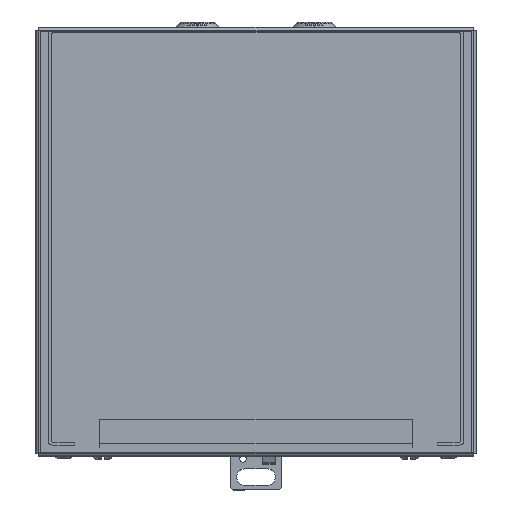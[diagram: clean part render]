
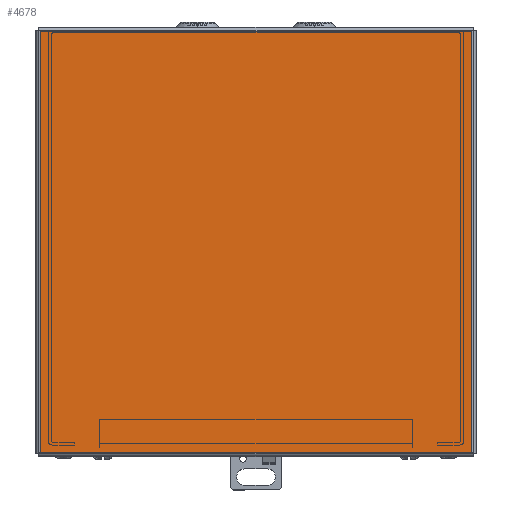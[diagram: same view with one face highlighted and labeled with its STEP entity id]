
A CAD part, top view. The second image highlights one B-rep face of the part: STEP entity #4678.
In plain terms, the highlighted planar face has unit normal (0, 0, 1).
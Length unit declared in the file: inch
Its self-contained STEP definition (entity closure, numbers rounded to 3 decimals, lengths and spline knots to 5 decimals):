
#1835 = AXIS2_PLACEMENT_3D ( 'NONE', #12978, #12834, #1966 ) ;
#1966 = DIRECTION ( 'NONE',  ( -1., 0., 0. ) ) ;
#2083 = VERTEX_POINT ( 'NONE', #10019 ) ;
#2686 = CARTESIAN_POINT ( 'NONE',  ( -4.1585, -0.029, 12.0285 ) ) ;
#2861 = VECTOR ( 'NONE', #12778, 39.37008 ) ;
#3492 = ORIENTED_EDGE ( 'NONE', *, *, #5566, .F. ) ;
#4097 = LINE ( 'NONE', #13984, #6050 ) ;
#4678 = ADVANCED_FACE ( 'NONE', ( #14098 ), #14015, .T. ) ;
#4917 = ORIENTED_EDGE ( 'NONE', *, *, #10588, .F. ) ;
#5029 = VERTEX_POINT ( 'NONE', #5386 ) ;
#5386 = CARTESIAN_POINT ( 'NONE',  ( 4.1585, -8.135, 12.0285 ) ) ;
#5566 = EDGE_CURVE ( 'NONE', #11144, #13528, #9031, .T. ) ;
#6050 = VECTOR ( 'NONE', #11601, 39.37008 ) ;
#6992 = CARTESIAN_POINT ( 'NONE',  ( 4.1585, -0.029, 12.0285 ) ) ;
#7405 = DIRECTION ( 'NONE',  ( -1., 0., 0. ) ) ;
#9031 = LINE ( 'NONE', #9170, #2861 ) ;
#9170 = CARTESIAN_POINT ( 'NONE',  ( -4.1585, -0.029, 12.0285 ) ) ;
#9578 = ORIENTED_EDGE ( 'NONE', *, *, #14124, .F. ) ;
#10019 = CARTESIAN_POINT ( 'NONE',  ( -4.1585, -8.135, 12.0285 ) ) ;
#10201 = ORIENTED_EDGE ( 'NONE', *, *, #15195, .F. ) ;
#10311 = LINE ( 'NONE', #15171, #11567 ) ;
#10588 = EDGE_CURVE ( 'NONE', #5029, #2083, #14674, .T. ) ;
#10846 = CARTESIAN_POINT ( 'NONE',  ( 4.1585, -8.135, 12.0285 ) ) ;
#11144 = VERTEX_POINT ( 'NONE', #2686 ) ;
#11567 = VECTOR ( 'NONE', #12853, 39.37008 ) ;
#11601 = DIRECTION ( 'NONE',  ( 0., 1., 0. ) ) ;
#11752 = VECTOR ( 'NONE', #7405, 39.37008 ) ;
#12071 = EDGE_LOOP ( 'NONE', ( #10201, #4917, #9578, #3492 ) ) ;
#12778 = DIRECTION ( 'NONE',  ( 1., 0., 0. ) ) ;
#12834 = DIRECTION ( 'NONE',  ( 0., 0., 1. ) ) ;
#12853 = DIRECTION ( 'NONE',  ( 0., -1., 0. ) ) ;
#12978 = CARTESIAN_POINT ( 'NONE',  ( 4.1585, -0.029, 12.0285 ) ) ;
#13528 = VERTEX_POINT ( 'NONE', #6992 ) ;
#13984 = CARTESIAN_POINT ( 'NONE',  ( -4.1585, -8.135, 12.0285 ) ) ;
#14015 = PLANE ( 'NONE',  #1835 ) ;
#14098 = FACE_OUTER_BOUND ( 'NONE', #12071, .T. ) ;
#14124 = EDGE_CURVE ( 'NONE', #13528, #5029, #10311, .T. ) ;
#14674 = LINE ( 'NONE', #10846, #11752 ) ;
#15171 = CARTESIAN_POINT ( 'NONE',  ( 4.1585, -0.029, 12.0285 ) ) ;
#15195 = EDGE_CURVE ( 'NONE', #2083, #11144, #4097, .T. ) ;
